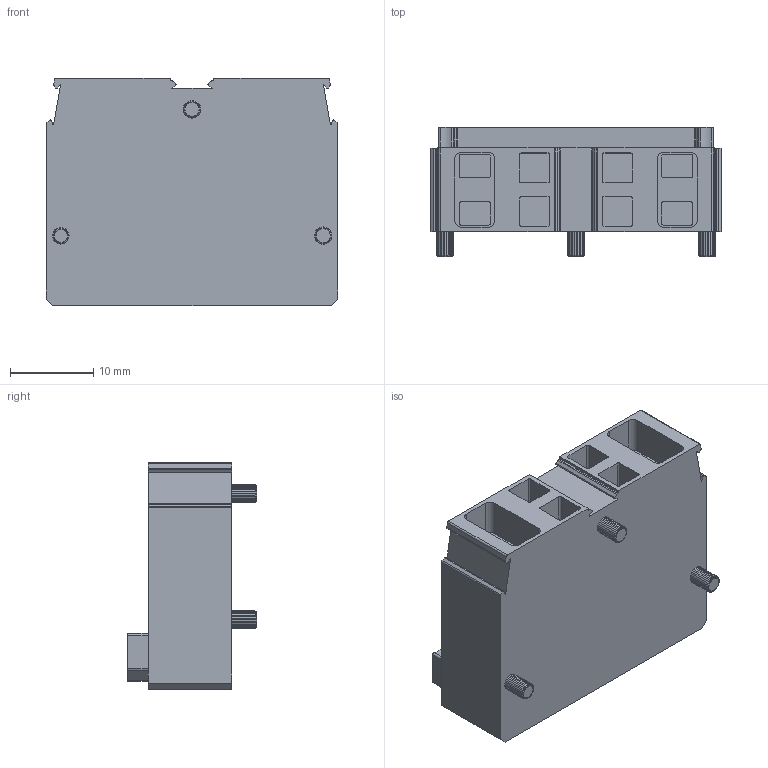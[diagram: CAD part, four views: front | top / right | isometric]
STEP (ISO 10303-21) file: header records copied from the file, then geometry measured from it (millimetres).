
FILE_DESCRIPTION( ( 'Unknown' ), '1' );
FILE_NAME( 'CSCP2.5T2.stp', 'Unknown', ( 'Unknown' ), ( 'Unknown' ), 'PSStep 14.0', 'Unknown', ' ' );
FILE_SCHEMA( ( 'AUTOMOTIVE_DESIGN { 1 0 10303 214 1 1 1 1 }' ) );
Length unit declared in the file: millimetre
Products named in the file (1): 1
Bounding box: 35 x 15.5 x 27.3 mm (x, y, z)
Volume: 8443.3 mm3; surface area: 4522.8 mm2
Topology: 1 solids, 1 shells, 360 faces, 936 edges, 592 vertices
Faces by surface type: plane 190, cylinder 170
Entity records: 13792 total; most frequent: DIRECTION 1902, CARTESIAN_POINT 1889, ORIENTED_EDGE 1872, EDGE_CURVE 936, LINE 692, VECTOR 692, AXIS2_PLACEMENT_3D 605, VERTEX_POINT 592
